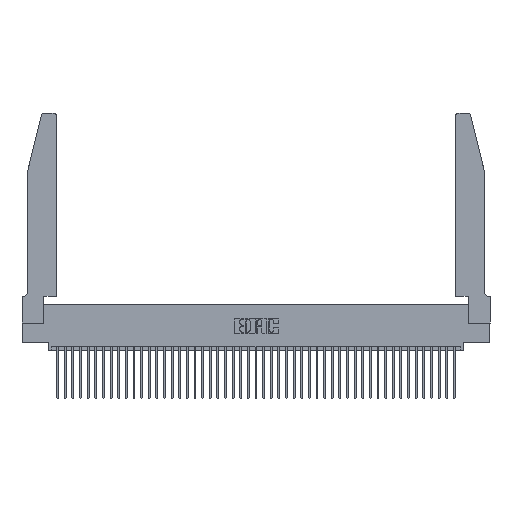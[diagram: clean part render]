
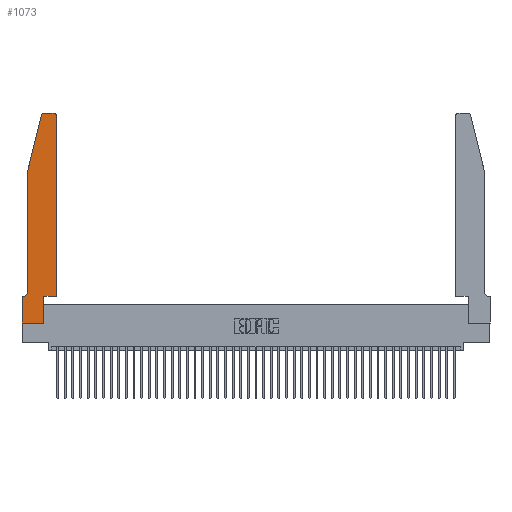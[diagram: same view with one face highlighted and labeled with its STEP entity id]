
A CAD part, top view. The second image highlights one B-rep face of the part: STEP entity #1073.
In plain terms, the highlighted planar face has unit normal (0, 0, 1).
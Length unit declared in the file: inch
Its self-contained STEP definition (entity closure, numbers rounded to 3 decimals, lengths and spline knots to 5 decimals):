
#437 = CARTESIAN_POINT ( 'NONE',  ( 0.0755, 0.42, 0.37 ) ) ;
#577 = CIRCLE ( 'NONE', #39452, 0.03 ) ;
#1073 = ADVANCED_FACE ( 'NONE', ( #36734 ), #10168, .T. ) ;
#1412 = VERTEX_POINT ( 'NONE', #9592 ) ;
#3121 = CARTESIAN_POINT ( 'NONE',  ( 0.4205, 2.72, 0.37 ) ) ;
#3303 = CARTESIAN_POINT ( 'NONE',  ( 0.4205, 2.75, 0.37 ) ) ;
#3504 = EDGE_CURVE ( 'NONE', #30527, #31004, #15555, .T. ) ;
#4469 = DIRECTION ( 'NONE',  ( 0., -1., 0. ) ) ;
#4622 = ORIENTED_EDGE ( 'NONE', *, *, #3504, .T. ) ;
#5447 = CARTESIAN_POINT ( 'NONE',  ( 0.2605, 2.75, 0.37 ) ) ;
#6010 = VECTOR ( 'NONE', #28694, 39.37008 ) ;
#6417 = VECTOR ( 'NONE', #22761, 39.37008 ) ;
#7156 = VECTOR ( 'NONE', #18516, 39.37008 ) ;
#7363 = VERTEX_POINT ( 'NONE', #18768 ) ;
#7437 = CARTESIAN_POINT ( 'NONE',  ( 0.25487, 2.72718, 0.37 ) ) ;
#7440 = AXIS2_PLACEMENT_3D ( 'NONE', #42312, #24655, #10578 ) ;
#8373 = CARTESIAN_POINT ( 'NONE',  ( 0.0755, 2., 0.37 ) ) ;
#8626 = CARTESIAN_POINT ( 'NONE',  ( 0., 0., 0.37 ) ) ;
#8876 = CARTESIAN_POINT ( 'NONE',  ( 0.0755, 2., 0.37 ) ) ;
#9189 = ORIENTED_EDGE ( 'NONE', *, *, #14732, .T. ) ;
#9592 = CARTESIAN_POINT ( 'NONE',  ( 0.4505, 2.72, 0.37 ) ) ;
#10168 = PLANE ( 'NONE',  #35307 ) ;
#10187 = EDGE_CURVE ( 'NONE', #14463, #26841, #13390, .T. ) ;
#10523 = EDGE_CURVE ( 'NONE', #26195, #37447, #26376, .T. ) ;
#10578 = DIRECTION ( 'NONE',  ( -1., 0., 0. ) ) ;
#11031 = EDGE_CURVE ( 'NONE', #25072, #40247, #25186, .T. ) ;
#12372 = EDGE_CURVE ( 'NONE', #7363, #26195, #577, .T. ) ;
#12401 = DIRECTION ( 'NONE',  ( -0.239, -0.971, 0. ) ) ;
#12404 = ORIENTED_EDGE ( 'NONE', *, *, #17205, .T. ) ;
#12469 = CARTESIAN_POINT ( 'NONE',  ( 0.0755, 0.35, 0.37 ) ) ;
#12580 = DIRECTION ( 'NONE',  ( 1., 0., 0. ) ) ;
#12964 = CARTESIAN_POINT ( 'NONE',  ( 0.2865, 0.35, 0.37 ) ) ;
#13390 = LINE ( 'NONE', #27709, #29105 ) ;
#13483 = LINE ( 'NONE', #20049, #42265 ) ;
#13679 = DIRECTION ( 'NONE',  ( 1., 0., 0. ) ) ;
#13973 = CARTESIAN_POINT ( 'NONE',  ( 0.4505, 0.35, 0.37 ) ) ;
#14046 = CARTESIAN_POINT ( 'NONE',  ( 0.284, 2.72, 0.37 ) ) ;
#14463 = VERTEX_POINT ( 'NONE', #8626 ) ;
#14732 = EDGE_CURVE ( 'NONE', #33503, #7363, #43420, .T. ) ;
#14859 = EDGE_CURVE ( 'NONE', #31004, #14463, #13483, .T. ) ;
#14875 = ORIENTED_EDGE ( 'NONE', *, *, #11031, .T. ) ;
#15555 = LINE ( 'NONE', #12469, #18272 ) ;
#17051 = DIRECTION ( 'NONE',  ( 0., 0., 1. ) ) ;
#17205 = EDGE_CURVE ( 'NONE', #26841, #25072, #34889, .T. ) ;
#18272 = VECTOR ( 'NONE', #22142, 39.37008 ) ;
#18516 = DIRECTION ( 'NONE',  ( 0., 1., 0. ) ) ;
#18768 = CARTESIAN_POINT ( 'NONE',  ( 0.284, 2.75, 0.37 ) ) ;
#20049 = CARTESIAN_POINT ( 'NONE',  ( 0., 0., 0.37 ) ) ;
#20681 = CARTESIAN_POINT ( 'NONE',  ( 0.2865, 0., 0.37 ) ) ;
#21745 = CARTESIAN_POINT ( 'NONE',  ( 0.0055, 0.35, 0.37 ) ) ;
#22142 = DIRECTION ( 'NONE',  ( -1., 0., 0. ) ) ;
#22761 = DIRECTION ( 'NONE',  ( -1., 0., 0. ) ) ;
#23987 = CIRCLE ( 'NONE', #26433, 0.03 ) ;
#24047 = DIRECTION ( 'NONE',  ( 1., 0., 0. ) ) ;
#24540 = ORIENTED_EDGE ( 'NONE', *, *, #38649, .T. ) ;
#24655 = DIRECTION ( 'NONE',  ( 0., 0., -1. ) ) ;
#25072 = VERTEX_POINT ( 'NONE', #12964 ) ;
#25186 = LINE ( 'NONE', #13973, #42641 ) ;
#26195 = VERTEX_POINT ( 'NONE', #7437 ) ;
#26296 = EDGE_CURVE ( 'NONE', #37447, #26595, #36035, .T. ) ;
#26376 = LINE ( 'NONE', #8876, #27461 ) ;
#26433 = AXIS2_PLACEMENT_3D ( 'NONE', #3121, #34574, #38085 ) ;
#26595 = VERTEX_POINT ( 'NONE', #437 ) ;
#26841 = VERTEX_POINT ( 'NONE', #20681 ) ;
#27310 = CARTESIAN_POINT ( 'NONE',  ( 0., 0.35, 0.37 ) ) ;
#27390 = EDGE_CURVE ( 'NONE', #1412, #33503, #23987, .T. ) ;
#27461 = VECTOR ( 'NONE', #12401, 39.37008 ) ;
#27709 = CARTESIAN_POINT ( 'NONE',  ( 0., 0., 0.37 ) ) ;
#28429 = ORIENTED_EDGE ( 'NONE', *, *, #33060, .T. ) ;
#28554 = ORIENTED_EDGE ( 'NONE', *, *, #12372, .T. ) ;
#28694 = DIRECTION ( 'NONE',  ( 0., 1., 0. ) ) ;
#29105 = VECTOR ( 'NONE', #12580, 39.37008 ) ;
#30173 = ORIENTED_EDGE ( 'NONE', *, *, #14859, .T. ) ;
#30527 = VERTEX_POINT ( 'NONE', #21745 ) ;
#31004 = VERTEX_POINT ( 'NONE', #34706 ) ;
#31910 = CIRCLE ( 'NONE', #7440, 0.07 ) ;
#32111 = ORIENTED_EDGE ( 'NONE', *, *, #10523, .T. ) ;
#32511 = DIRECTION ( 'NONE',  ( 0., -1., 0. ) ) ;
#33060 = EDGE_CURVE ( 'NONE', #40247, #1412, #35861, .T. ) ;
#33503 = VERTEX_POINT ( 'NONE', #3303 ) ;
#34574 = DIRECTION ( 'NONE',  ( 0., 0., 1. ) ) ;
#34706 = CARTESIAN_POINT ( 'NONE',  ( 0., 0.35, 0.37 ) ) ;
#34889 = LINE ( 'NONE', #35633, #7156 ) ;
#35307 = AXIS2_PLACEMENT_3D ( 'NONE', #27310, #17051, #13679 ) ;
#35633 = CARTESIAN_POINT ( 'NONE',  ( 0.2865, 0.35, 0.37 ) ) ;
#35861 = LINE ( 'NONE', #43017, #6010 ) ;
#36035 = LINE ( 'NONE', #8373, #38792 ) ;
#36538 = ORIENTED_EDGE ( 'NONE', *, *, #10187, .T. ) ;
#36734 = FACE_OUTER_BOUND ( 'NONE', #40204, .T. ) ;
#37447 = VERTEX_POINT ( 'NONE', #43220 ) ;
#38085 = DIRECTION ( 'NONE',  ( 1., 0., 0. ) ) ;
#38255 = DIRECTION ( 'NONE',  ( 1., 0., 0. ) ) ;
#38649 = EDGE_CURVE ( 'NONE', #26595, #30527, #31910, .T. ) ;
#38792 = VECTOR ( 'NONE', #32511, 39.37008 ) ;
#39452 = AXIS2_PLACEMENT_3D ( 'NONE', #14046, #41395, #24047 ) ;
#39523 = ORIENTED_EDGE ( 'NONE', *, *, #26296, .T. ) ;
#40204 = EDGE_LOOP ( 'NONE', ( #9189, #28554, #32111, #39523, #24540, #4622, #30173, #36538, #12404, #14875, #28429, #42358 ) ) ;
#40247 = VERTEX_POINT ( 'NONE', #43267 ) ;
#41395 = DIRECTION ( 'NONE',  ( 0., 0., 1. ) ) ;
#42265 = VECTOR ( 'NONE', #4469, 39.37008 ) ;
#42312 = CARTESIAN_POINT ( 'NONE',  ( 0.0055, 0.42, 0.37 ) ) ;
#42358 = ORIENTED_EDGE ( 'NONE', *, *, #27390, .T. ) ;
#42641 = VECTOR ( 'NONE', #38255, 39.37008 ) ;
#43017 = CARTESIAN_POINT ( 'NONE',  ( 0.4505, 0.35, 0.37 ) ) ;
#43220 = CARTESIAN_POINT ( 'NONE',  ( 0.0755, 2., 0.37 ) ) ;
#43267 = CARTESIAN_POINT ( 'NONE',  ( 0.4505, 0.35, 0.37 ) ) ;
#43420 = LINE ( 'NONE', #5447, #6417 ) ;
